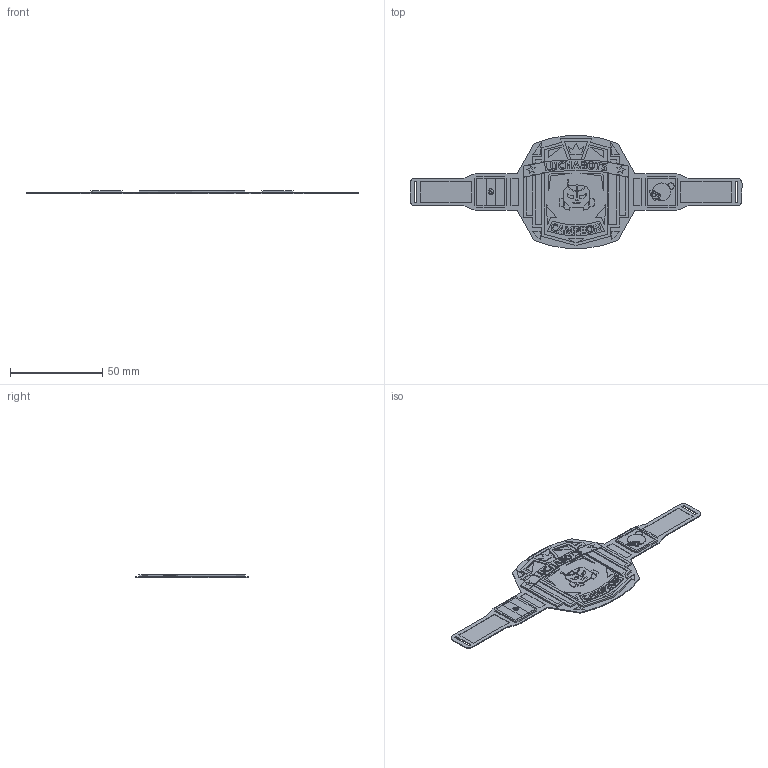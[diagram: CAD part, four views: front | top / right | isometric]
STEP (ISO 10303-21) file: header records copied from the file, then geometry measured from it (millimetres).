
FILE_DESCRIPTION (( 'STEP AP203' ), '1' );
FILE_NAME ('Ensamblaje1.STEP', '2021-06-29T20:56:08', ( '' ), ( '' ), 'SwSTEP 2.0', 'SolidWorks 2018', '' );
FILE_SCHEMA (( 'CONFIG_CONTROL_DESIGN' ));
Length unit declared in the file: millimetre
Products named in the file (8): Pieza2^Ensamblaje1; verde; blanco; Ensamblaje1; campeon; rojo; oro_central; blanco_luchabot
Assembly tree (6 placements, depth 2):
  Pieza2^Ensamblaje1
  Ensamblaje1
    oro_central
    campeon
    verde
    blanco
    blanco_luchabot
    rojo
Bounding box: 180 x 61.12 x 1.75 mm (x, y, z)
Volume: 4815.9 mm3; surface area: 19817.2 mm2
Topology: 26 solids, 26 shells, 745 faces, 2014 edges, 1339 vertices
Faces by surface type: plane 486, bspline 221, cylinder 38
Entity records: 28435 total; most frequent: CARTESIAN_POINT 10278, ORIENTED_EDGE 4028, DIRECTION 2710, EDGE_CURVE 2014, VECTOR 1488, LINE 1488, VERTEX_POINT 1339, EDGE_LOOP 811
